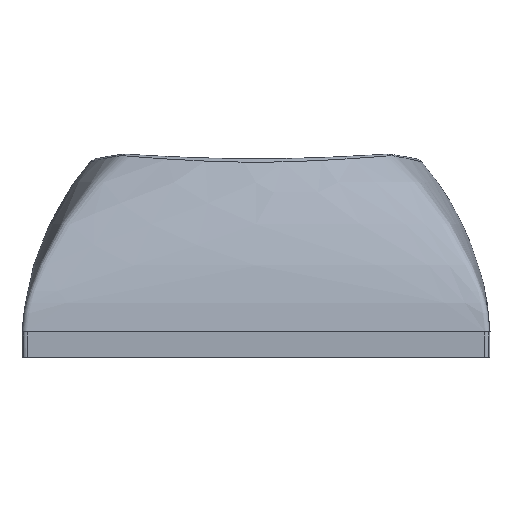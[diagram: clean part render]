
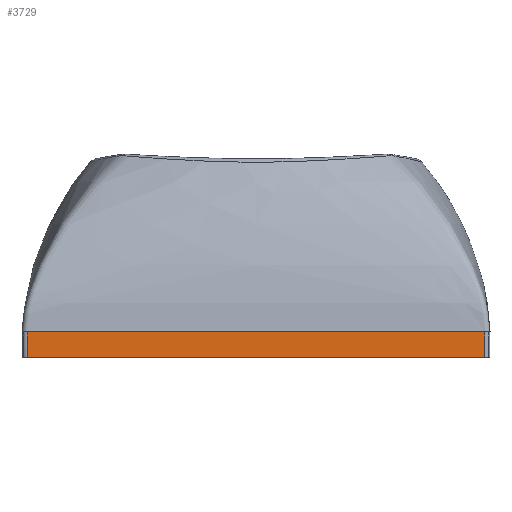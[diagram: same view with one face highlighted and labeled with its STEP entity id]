
A CAD part, left-side view. The second image highlights one B-rep face of the part: STEP entity #3729.
In plain terms, the highlighted planar face has unit normal (-1, 0, 0).
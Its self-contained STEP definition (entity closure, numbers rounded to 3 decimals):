
#3192=CARTESIAN_POINT('',(1267.524,-398.747,-6.324));
#3193=VERTEX_POINT('',#3192);
#3222=CARTESIAN_POINT('',(1267.524,-416.547,-6.324));
#3223=VERTEX_POINT('',#3222);
#3224=CARTESIAN_POINT('',(1267.524,-398.747,-6.324));
#3225=DIRECTION('',(0.,-1.,0.));
#3226=VECTOR('',#3225,17.8);
#3227=LINE('',#3224,#3226);
#3228=EDGE_CURVE('',#3193,#3223,#3227,.T.);
#3617=CARTESIAN_POINT('',(1267.524,-416.547,-7.324));
#3618=VERTEX_POINT('',#3617);
#3626=CARTESIAN_POINT('',(1267.524,-398.747,-7.324));
#3627=VERTEX_POINT('',#3626);
#3628=CARTESIAN_POINT('',(1267.524,-398.747,-7.324));
#3629=DIRECTION('',(0.,-1.,0.));
#3630=VECTOR('',#3629,17.8);
#3631=LINE('',#3628,#3630);
#3632=EDGE_CURVE('',#3627,#3618,#3631,.T.);
#3708=CARTESIAN_POINT('',(1267.524,-398.547,-7.324));
#3709=DIRECTION('',(-1.,0.,0.));
#3710=DIRECTION('',(0.,-1.,0.));
#3711=AXIS2_PLACEMENT_3D('',#3708,#3709,#3710);
#3712=PLANE('',#3711);
#3713=CARTESIAN_POINT('',(1267.524,-416.547,-6.324));
#3714=DIRECTION('',(-0.,-0.,-1.));
#3715=VECTOR('',#3714,1.);
#3716=LINE('',#3713,#3715);
#3717=EDGE_CURVE('',#3223,#3618,#3716,.T.);
#3718=ORIENTED_EDGE('',*,*,#3717,.F.);
#3719=ORIENTED_EDGE('',*,*,#3228,.F.);
#3720=CARTESIAN_POINT('',(1267.524,-398.747,-7.324));
#3721=DIRECTION('',(0.,0.,1.));
#3722=VECTOR('',#3721,1.);
#3723=LINE('',#3720,#3722);
#3724=EDGE_CURVE('',#3627,#3193,#3723,.T.);
#3725=ORIENTED_EDGE('',*,*,#3724,.F.);
#3726=ORIENTED_EDGE('',*,*,#3632,.T.);
#3727=EDGE_LOOP('',(#3718,#3719,#3725,#3726));
#3728=FACE_BOUND('',#3727,.T.);
#3729=ADVANCED_FACE('',(#3728),#3712,.T.);
